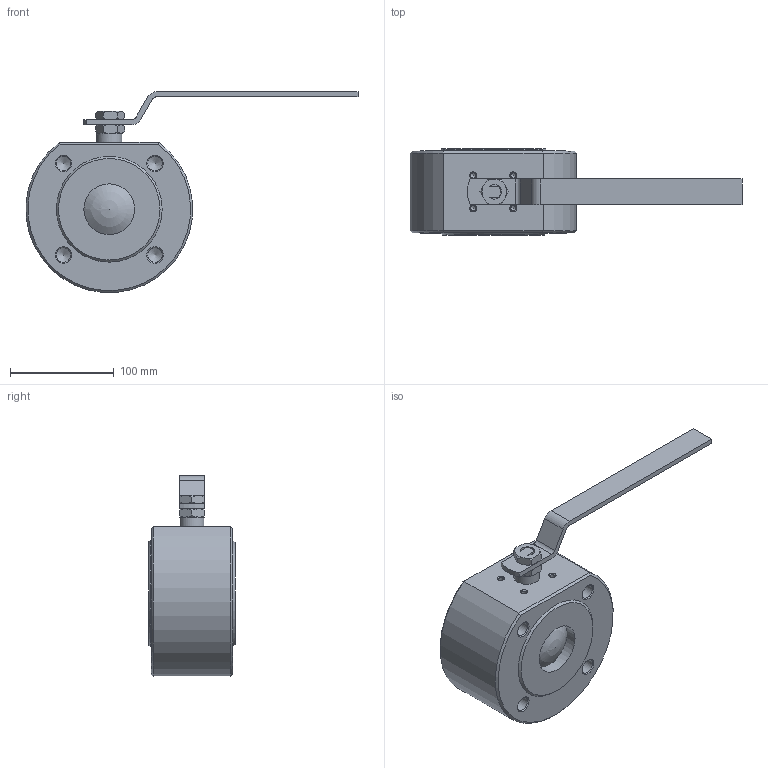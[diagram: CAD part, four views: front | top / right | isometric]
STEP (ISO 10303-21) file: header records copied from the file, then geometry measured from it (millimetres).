
FILE_DESCRIPTION( ( 'STEP AP214' ), '1' );
FILE_NAME( ' ', ' ', ( ' ' ), ( ' ' ), 'PSStep 13.0', 'VISI 18.0', ' ' );
FILE_SCHEMA( ( 'AUTOMOTIVE_DESIGN { 1 0 10303 214 1 1 1 1 }' ) );
Length unit declared in the file: millimetre
Products named in the file (1): 1
Bounding box: 320.32 x 83 x 193.7 mm (x, y, z)
Volume: 1531096.5 mm3; surface area: 114651.7 mm2
Topology: 1 solids, 3 shells, 122 faces, 318 edges, 206 vertices
Faces by surface type: cone 56, plane 39, cylinder 25, sphere 2
Full cylindrical faces by diameter (mm): 5 x4, 14 x8, 16 x1, 24 x1, 49 x2, 90 x1, 102 x1
Entity records: 4749 total; most frequent: CARTESIAN_POINT 1169, DIRECTION 524, ORIENTED_EDGE 472, EDGE_CURVE 236, AXIS2_PLACEMENT_3D 224, VERTEX_POINT 185, EDGE_LOOP 179, FACE_OUTER_BOUND 140
